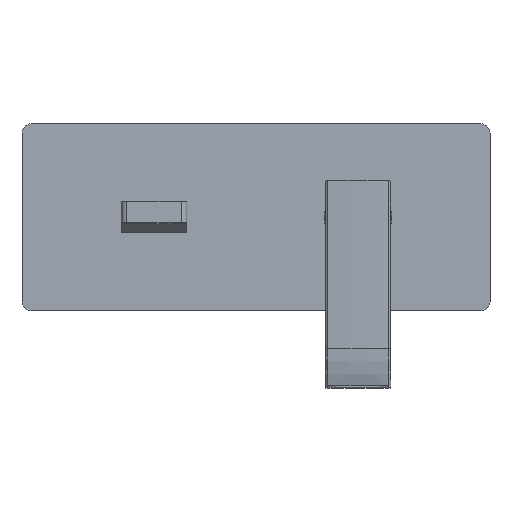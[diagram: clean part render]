
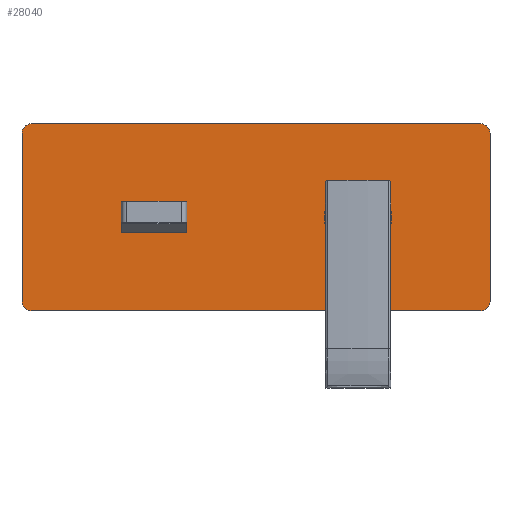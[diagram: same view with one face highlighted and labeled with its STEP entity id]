
A CAD part, top view. The second image highlights one B-rep face of the part: STEP entity #28040.
In plain terms, the highlighted planar face has unit normal (0, 0, 1).
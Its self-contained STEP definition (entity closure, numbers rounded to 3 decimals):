
#25286=CARTESIAN_POINT('',(65.5,45.,56.5));
#25287=DIRECTION('',(0.,0.,1.));
#25288=DIRECTION('',(1.,0.,0.));
#25289=AXIS2_PLACEMENT_3D('',#25286,#25287,#25288);
#25291=DIRECTION('',(0.,1.,0.));
#25292=VECTOR('',#25291,90.);
#25293=CARTESIAN_POINT('',(70.5,-45.,56.5));
#25294=LINE('',#25293,#25292);
#25295=CARTESIAN_POINT('',(65.5,-45.,56.5));
#25296=DIRECTION('',(0.,0.,1.));
#25297=DIRECTION('',(0.,-1.,0.));
#25298=AXIS2_PLACEMENT_3D('',#25295,#25296,#25297);
#25300=DIRECTION('',(1.,0.,0.));
#25301=VECTOR('',#25300,240.);
#25302=CARTESIAN_POINT('',(-174.5,-50.,56.5));
#25303=LINE('',#25302,#25301);
#25304=CARTESIAN_POINT('',(-174.5,-45.,56.5));
#25305=DIRECTION('',(0.,0.,1.));
#25306=DIRECTION('',(-1.,0.,0.));
#25307=AXIS2_PLACEMENT_3D('',#25304,#25305,#25306);
#25309=DIRECTION('',(0.,-1.,0.));
#25310=VECTOR('',#25309,90.);
#25311=CARTESIAN_POINT('',(-179.5,45.,56.5));
#25312=LINE('',#25311,#25310);
#25313=CARTESIAN_POINT('',(-174.5,45.,56.5));
#25314=DIRECTION('',(0.,0.,1.));
#25315=DIRECTION('',(0.,1.,0.));
#25316=AXIS2_PLACEMENT_3D('',#25313,#25314,#25315);
#25318=DIRECTION('',(-1.,0.,0.));
#25319=VECTOR('',#25318,240.);
#25320=CARTESIAN_POINT('',(65.5,50.,56.5));
#25321=LINE('',#25320,#25319);
#25322=CARTESIAN_POINT('',(0.,0.,56.5));
#25323=DIRECTION('',(0.,0.,-1.));
#25324=DIRECTION('',(1.,0.,0.));
#25325=AXIS2_PLACEMENT_3D('',#25322,#25323,#25324);
#25327=CARTESIAN_POINT('',(0.,0.,56.5));
#25328=DIRECTION('',(0.,0.,-1.));
#25329=DIRECTION('',(-1.,0.,0.));
#25330=AXIS2_PLACEMENT_3D('',#25327,#25328,#25329);
#25332=DIRECTION('',(1.,0.,0.));
#25333=VECTOR('',#25332,35.);
#25334=CARTESIAN_POINT('',(-126.5,-8.25,56.5));
#25335=LINE('',#25334,#25333);
#25336=DIRECTION('',(0.,1.,0.));
#25337=VECTOR('',#25336,16.5);
#25338=CARTESIAN_POINT('',(-91.5,-8.25,56.5));
#25339=LINE('',#25338,#25337);
#25340=DIRECTION('',(1.,0.,0.));
#25341=VECTOR('',#25340,35.);
#25342=CARTESIAN_POINT('',(-126.5,8.25,56.5));
#25343=LINE('',#25342,#25341);
#25344=DIRECTION('',(0.,1.,0.));
#25345=VECTOR('',#25344,16.5);
#25346=CARTESIAN_POINT('',(-126.5,-8.25,56.5));
#25347=LINE('',#25346,#25345);
#27413=CARTESIAN_POINT('',(18.,0.,56.5));
#27414=CARTESIAN_POINT('',(-18.,0.,56.5));
#27415=VERTEX_POINT('',#27413);
#27416=VERTEX_POINT('',#27414);
#27421=CARTESIAN_POINT('',(70.5,45.,56.5));
#27422=VERTEX_POINT('',#27421);
#27423=CARTESIAN_POINT('',(65.5,50.,56.5));
#27424=VERTEX_POINT('',#27423);
#27429=CARTESIAN_POINT('',(-174.5,50.,56.5));
#27430=VERTEX_POINT('',#27429);
#27431=CARTESIAN_POINT('',(-179.5,45.,56.5));
#27432=VERTEX_POINT('',#27431);
#27437=CARTESIAN_POINT('',(-179.5,-45.,56.5));
#27438=VERTEX_POINT('',#27437);
#27439=CARTESIAN_POINT('',(-174.5,-50.,56.5));
#27440=VERTEX_POINT('',#27439);
#27445=CARTESIAN_POINT('',(65.5,-50.,56.5));
#27446=VERTEX_POINT('',#27445);
#27447=CARTESIAN_POINT('',(70.5,-45.,56.5));
#27448=VERTEX_POINT('',#27447);
#27555=CARTESIAN_POINT('',(-126.5,-8.25,56.5));
#27556=CARTESIAN_POINT('',(-91.5,-8.25,56.5));
#27557=VERTEX_POINT('',#27555);
#27558=VERTEX_POINT('',#27556);
#27559=CARTESIAN_POINT('',(-126.5,8.25,56.5));
#27560=CARTESIAN_POINT('',(-91.5,8.25,56.5));
#27561=VERTEX_POINT('',#27559);
#27562=VERTEX_POINT('',#27560);
#28003=CARTESIAN_POINT('',(0.,0.,56.5));
#28004=DIRECTION('',(0.,0.,1.));
#28005=DIRECTION('',(1.,0.,0.));
#28006=AXIS2_PLACEMENT_3D('',#28003,#28004,#28005);
#28007=PLANE('',#28006);
#28009=ORIENTED_EDGE('',*,*,#28008,.F.);
#28011=ORIENTED_EDGE('',*,*,#28010,.F.);
#28013=ORIENTED_EDGE('',*,*,#28012,.F.);
#28015=ORIENTED_EDGE('',*,*,#28014,.F.);
#28017=ORIENTED_EDGE('',*,*,#28016,.F.);
#28019=ORIENTED_EDGE('',*,*,#28018,.F.);
#28021=ORIENTED_EDGE('',*,*,#28020,.F.);
#28023=ORIENTED_EDGE('',*,*,#28022,.F.);
#28024=EDGE_LOOP('',(#28009,#28011,#28013,#28015,#28017,#28019,#28021,#28023));
#28025=FACE_OUTER_BOUND('',#28024,.F.);
#28027=ORIENTED_EDGE('',*,*,#28026,.F.);
#28029=ORIENTED_EDGE('',*,*,#28028,.F.);
#28030=EDGE_LOOP('',(#28027,#28029));
#28031=FACE_BOUND('',#28030,.F.);
#28032=ORIENTED_EDGE('',*,*,#27955,.T.);
#28034=ORIENTED_EDGE('',*,*,#28033,.T.);
#28036=ORIENTED_EDGE('',*,*,#28035,.F.);
#28037=ORIENTED_EDGE('',*,*,#27982,.F.);
#28038=EDGE_LOOP('',(#28032,#28034,#28036,#28037));
#28039=FACE_BOUND('',#28038,.F.);
#28040=ADVANCED_FACE('',(#28025,#28031,#28039),#28007,.T.);
#25290=CIRCLE('',#25289,5.);
#25299=CIRCLE('',#25298,5.);
#25308=CIRCLE('',#25307,5.);
#25317=CIRCLE('',#25316,5.);
#25326=CIRCLE('',#25325,18.);
#25331=CIRCLE('',#25330,18.);
#27955=EDGE_CURVE('',#27557,#27558,#25335,.T.);
#27982=EDGE_CURVE('',#27557,#27561,#25347,.T.);
#28008=EDGE_CURVE('',#27422,#27424,#25290,.T.);
#28010=EDGE_CURVE('',#27448,#27422,#25294,.T.);
#28012=EDGE_CURVE('',#27446,#27448,#25299,.T.);
#28014=EDGE_CURVE('',#27440,#27446,#25303,.T.);
#28016=EDGE_CURVE('',#27438,#27440,#25308,.T.);
#28018=EDGE_CURVE('',#27432,#27438,#25312,.T.);
#28020=EDGE_CURVE('',#27430,#27432,#25317,.T.);
#28022=EDGE_CURVE('',#27424,#27430,#25321,.T.);
#28026=EDGE_CURVE('',#27415,#27416,#25326,.T.);
#28028=EDGE_CURVE('',#27416,#27415,#25331,.T.);
#28033=EDGE_CURVE('',#27558,#27562,#25339,.T.);
#28035=EDGE_CURVE('',#27561,#27562,#25343,.T.);
